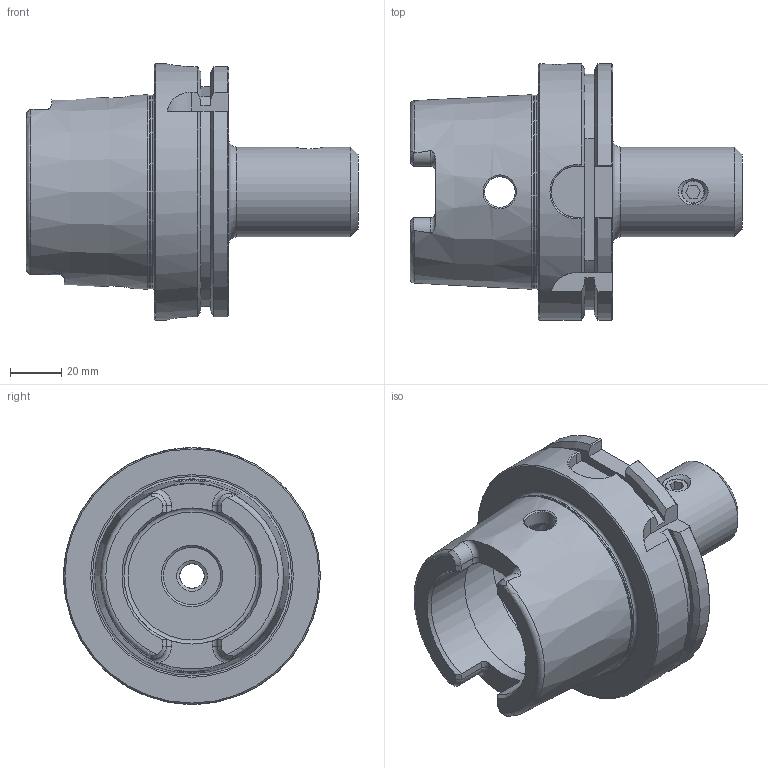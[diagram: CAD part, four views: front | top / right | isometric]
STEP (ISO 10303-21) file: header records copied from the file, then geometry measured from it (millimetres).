
FILE_DESCRIPTION((''),'2;1');
FILE_NAME('H100-37EM3.stp','2014-08-11T10:56:40',('kaykin'),(''),'Autodesk Inventor 2012','Autodesk Inventor 2012','');
FILE_SCHEMA(('AUTOMOTIVE_DESIGN { 1 0 10303 214 1 1 1 1 }'));
Length unit declared in the file: inch
Products named in the file (3): H100-37EM3; H100-37EM3-1; 029-902
Assembly tree (2 placements, depth 2):
  H100-37EM3
    H100-37EM3-1
    029-902
Bounding box: 129.38 x 100 x 100 mm (x, y, z)
Volume: 297714 mm3; surface area: 57379 mm2
Topology: 2 solids, 2 shells, 144 faces, 359 edges, 226 vertices
Faces by surface type: plane 53, cylinder 38, cone 29, torus 13, bspline 11
Full cylindrical faces by diameter (mm): 8.433 x1, 9.525 x2, 10 x1, 11.989 x1, 12 x3, 22.377 x1, 25.016 x1, 35.001 x1, 53 x2, 63 x1, 75.364 x1, 100 x1
Entity records: 5087 total; most frequent: CARTESIAN_POINT 1825, ORIENTED_EDGE 622, DIRECTION 599, EDGE_CURVE 311, AXIS2_PLACEMENT_3D 246, VERTEX_POINT 214, EDGE_LOOP 195, FACE_OUTER_BOUND 144
